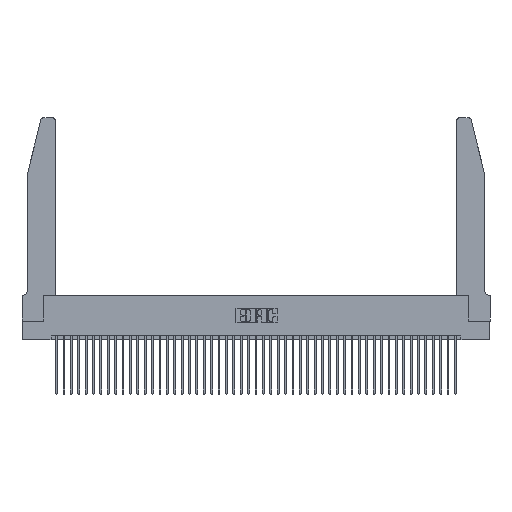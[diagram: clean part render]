
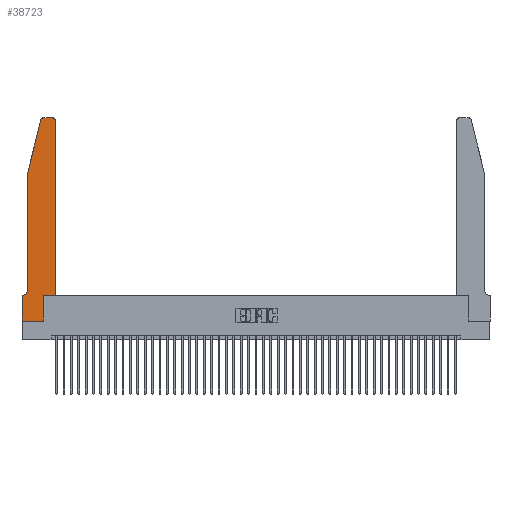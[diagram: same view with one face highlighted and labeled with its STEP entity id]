
A CAD part, top view. The second image highlights one B-rep face of the part: STEP entity #38723.
In plain terms, the highlighted planar face has unit normal (0, 0, 1).
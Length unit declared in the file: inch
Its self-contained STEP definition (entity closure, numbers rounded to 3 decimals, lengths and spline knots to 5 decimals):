
#272 = LINE ( 'NONE', #46101, #19910 ) ;
#546 = CARTESIAN_POINT ( 'NONE',  ( 0.2865, 0., 0.37 ) ) ;
#677 = ORIENTED_EDGE ( 'NONE', *, *, #33077, .T. ) ;
#687 = LINE ( 'NONE', #1902, #23129 ) ;
#697 = VERTEX_POINT ( 'NONE', #23882 ) ;
#912 = VERTEX_POINT ( 'NONE', #25194 ) ;
#1879 = CARTESIAN_POINT ( 'NONE',  ( 0.284, 2.75, 0.37 ) ) ;
#1902 = CARTESIAN_POINT ( 'NONE',  ( 0.0755, 2., 0.37 ) ) ;
#1980 = AXIS2_PLACEMENT_3D ( 'NONE', #15804, #45339, #19823 ) ;
#2550 = DIRECTION ( 'NONE',  ( 0., 1., 0. ) ) ;
#3082 = CARTESIAN_POINT ( 'NONE',  ( 0.0755, 0.42, 0.37 ) ) ;
#3585 = DIRECTION ( 'NONE',  ( 0., 0., 1. ) ) ;
#4764 = DIRECTION ( 'NONE',  ( 0., -1., 0. ) ) ;
#5585 = VERTEX_POINT ( 'NONE', #1879 ) ;
#6170 = EDGE_CURVE ( 'NONE', #5585, #40318, #12354, .T. ) ;
#6225 = ORIENTED_EDGE ( 'NONE', *, *, #32096, .T. ) ;
#6735 = VERTEX_POINT ( 'NONE', #19996 ) ;
#7485 = LINE ( 'NONE', #7753, #23728 ) ;
#7753 = CARTESIAN_POINT ( 'NONE',  ( 0.2605, 2.75, 0.37 ) ) ;
#7800 = DIRECTION ( 'NONE',  ( 1., 0., 0. ) ) ;
#8056 = DIRECTION ( 'NONE',  ( 0., 0., 1. ) ) ;
#8075 = ORIENTED_EDGE ( 'NONE', *, *, #26855, .T. ) ;
#8090 = ORIENTED_EDGE ( 'NONE', *, *, #20510, .T. ) ;
#8398 = ORIENTED_EDGE ( 'NONE', *, *, #26112, .T. ) ;
#9088 = DIRECTION ( 'NONE',  ( -0.239, -0.971, 0. ) ) ;
#9763 = CARTESIAN_POINT ( 'NONE',  ( 0.4205, 2.75, 0.37 ) ) ;
#10033 = LINE ( 'NONE', #41716, #37973 ) ;
#10933 = ORIENTED_EDGE ( 'NONE', *, *, #29351, .T. ) ;
#12354 = CIRCLE ( 'NONE', #37355, 0.03 ) ;
#12871 = VECTOR ( 'NONE', #34501, 39.37008 ) ;
#13193 = CARTESIAN_POINT ( 'NONE',  ( 0.4505, 0.35, 0.37 ) ) ;
#14546 = CARTESIAN_POINT ( 'NONE',  ( 0., 0.35, 0.37 ) ) ;
#14657 = CARTESIAN_POINT ( 'NONE',  ( 0.4205, 2.72, 0.37 ) ) ;
#14848 = CARTESIAN_POINT ( 'NONE',  ( 0.2865, 0.35, 0.37 ) ) ;
#15804 = CARTESIAN_POINT ( 'NONE',  ( 0.0055, 0.42, 0.37 ) ) ;
#16392 = DIRECTION ( 'NONE',  ( 0., 1., 0. ) ) ;
#16475 = VERTEX_POINT ( 'NONE', #14848 ) ;
#16674 = EDGE_CURVE ( 'NONE', #17975, #697, #36047, .T. ) ;
#16778 = VECTOR ( 'NONE', #16392, 39.37008 ) ;
#17268 = LINE ( 'NONE', #21895, #23387 ) ;
#17975 = VERTEX_POINT ( 'NONE', #3082 ) ;
#19059 = LINE ( 'NONE', #13193, #35738 ) ;
#19585 = LINE ( 'NONE', #20284, #16778 ) ;
#19803 = CARTESIAN_POINT ( 'NONE',  ( 0., 0., 0.37 ) ) ;
#19823 = DIRECTION ( 'NONE',  ( -1., 0., 0. ) ) ;
#19910 = VECTOR ( 'NONE', #4764, 39.37008 ) ;
#19996 = CARTESIAN_POINT ( 'NONE',  ( 0., 0.35, 0.37 ) ) ;
#20284 = CARTESIAN_POINT ( 'NONE',  ( 0.2865, 0.35, 0.37 ) ) ;
#20358 = DIRECTION ( 'NONE',  ( 1., 0., 0. ) ) ;
#20510 = EDGE_CURVE ( 'NONE', #697, #6735, #10033, .T. ) ;
#21741 = LINE ( 'NONE', #19803, #36819 ) ;
#21895 = CARTESIAN_POINT ( 'NONE',  ( 0.4505, 0.35, 0.37 ) ) ;
#22782 = EDGE_CURVE ( 'NONE', #40090, #17975, #272, .T. ) ;
#23129 = VECTOR ( 'NONE', #9088, 39.37008 ) ;
#23387 = VECTOR ( 'NONE', #25484, 39.37008 ) ;
#23728 = VECTOR ( 'NONE', #39552, 39.37008 ) ;
#23882 = CARTESIAN_POINT ( 'NONE',  ( 0.0055, 0.35, 0.37 ) ) ;
#24798 = ORIENTED_EDGE ( 'NONE', *, *, #6170, .T. ) ;
#25194 = CARTESIAN_POINT ( 'NONE',  ( 0., 0., 0.37 ) ) ;
#25402 = EDGE_LOOP ( 'NONE', ( #10933, #24798, #41951, #40304, #28659, #8090, #45793, #8075, #6225, #677, #8398, #35423 ) ) ;
#25484 = DIRECTION ( 'NONE',  ( 1., 0., 0. ) ) ;
#26112 = EDGE_CURVE ( 'NONE', #43462, #35173, #19059, .T. ) ;
#26669 = DIRECTION ( 'NONE',  ( 1., 0., 0. ) ) ;
#26855 = EDGE_CURVE ( 'NONE', #912, #39170, #21741, .T. ) ;
#26933 = CARTESIAN_POINT ( 'NONE',  ( 0.4505, 0.35, 0.37 ) ) ;
#27660 = DIRECTION ( 'NONE',  ( 0., 0., 1. ) ) ;
#28659 = ORIENTED_EDGE ( 'NONE', *, *, #16674, .T. ) ;
#29267 = CARTESIAN_POINT ( 'NONE',  ( 0.4505, 2.72, 0.37 ) ) ;
#29351 = EDGE_CURVE ( 'NONE', #34874, #5585, #7485, .T. ) ;
#31620 = EDGE_CURVE ( 'NONE', #6735, #912, #42440, .T. ) ;
#31733 = CARTESIAN_POINT ( 'NONE',  ( 0.25487, 2.72718, 0.37 ) ) ;
#32096 = EDGE_CURVE ( 'NONE', #39170, #16475, #19585, .T. ) ;
#32320 = PLANE ( 'NONE',  #39736 ) ;
#32522 = FACE_OUTER_BOUND ( 'NONE', #25402, .T. ) ;
#32740 = DIRECTION ( 'NONE',  ( 1., 0., 0. ) ) ;
#33077 = EDGE_CURVE ( 'NONE', #16475, #43462, #17268, .T. ) ;
#33739 = EDGE_CURVE ( 'NONE', #35173, #34874, #42786, .T. ) ;
#34435 = DIRECTION ( 'NONE',  ( -1., 0., 0. ) ) ;
#34501 = DIRECTION ( 'NONE',  ( 0., -1., 0. ) ) ;
#34874 = VERTEX_POINT ( 'NONE', #9763 ) ;
#35173 = VERTEX_POINT ( 'NONE', #29267 ) ;
#35423 = ORIENTED_EDGE ( 'NONE', *, *, #33739, .T. ) ;
#35738 = VECTOR ( 'NONE', #2550, 39.37008 ) ;
#36047 = CIRCLE ( 'NONE', #1980, 0.07 ) ;
#36819 = VECTOR ( 'NONE', #26669, 39.37008 ) ;
#37355 = AXIS2_PLACEMENT_3D ( 'NONE', #41506, #27660, #20358 ) ;
#37973 = VECTOR ( 'NONE', #34435, 39.37008 ) ;
#38121 = CARTESIAN_POINT ( 'NONE',  ( 0.0755, 2., 0.37 ) ) ;
#38335 = EDGE_CURVE ( 'NONE', #40318, #40090, #687, .T. ) ;
#38723 = ADVANCED_FACE ( 'NONE', ( #32522 ), #32320, .T. ) ;
#39170 = VERTEX_POINT ( 'NONE', #546 ) ;
#39552 = DIRECTION ( 'NONE',  ( -1., 0., 0. ) ) ;
#39736 = AXIS2_PLACEMENT_3D ( 'NONE', #14546, #3585, #7800 ) ;
#40090 = VERTEX_POINT ( 'NONE', #38121 ) ;
#40304 = ORIENTED_EDGE ( 'NONE', *, *, #22782, .T. ) ;
#40318 = VERTEX_POINT ( 'NONE', #31733 ) ;
#40490 = AXIS2_PLACEMENT_3D ( 'NONE', #14657, #8056, #32740 ) ;
#41506 = CARTESIAN_POINT ( 'NONE',  ( 0.284, 2.72, 0.37 ) ) ;
#41716 = CARTESIAN_POINT ( 'NONE',  ( 0.0755, 0.35, 0.37 ) ) ;
#41951 = ORIENTED_EDGE ( 'NONE', *, *, #38335, .T. ) ;
#42440 = LINE ( 'NONE', #44893, #12871 ) ;
#42786 = CIRCLE ( 'NONE', #40490, 0.03 ) ;
#43462 = VERTEX_POINT ( 'NONE', #26933 ) ;
#44893 = CARTESIAN_POINT ( 'NONE',  ( 0., 0., 0.37 ) ) ;
#45339 = DIRECTION ( 'NONE',  ( 0., 0., -1. ) ) ;
#45793 = ORIENTED_EDGE ( 'NONE', *, *, #31620, .T. ) ;
#46101 = CARTESIAN_POINT ( 'NONE',  ( 0.0755, 2., 0.37 ) ) ;
